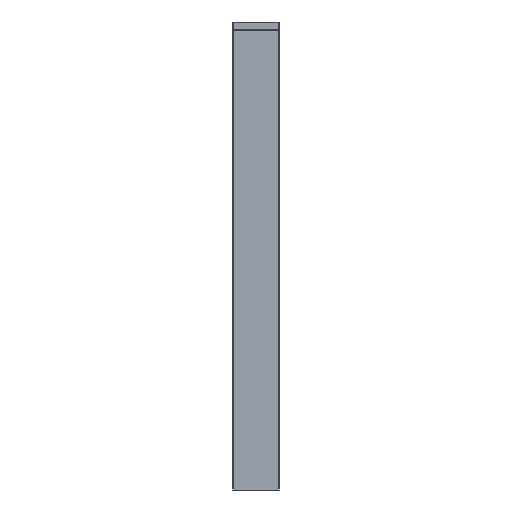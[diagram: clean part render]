
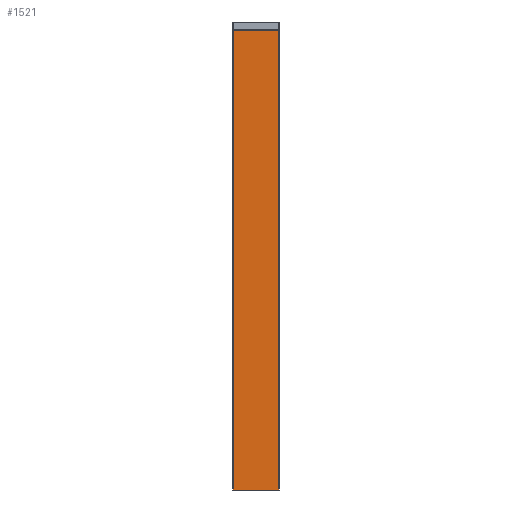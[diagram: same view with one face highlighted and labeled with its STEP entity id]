
A CAD part, front view. The second image highlights one B-rep face of the part: STEP entity #1521.
In plain terms, the highlighted planar face has unit normal (0, -1, 0).
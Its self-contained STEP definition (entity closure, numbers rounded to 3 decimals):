
#96=DIRECTION('',(0.,0.,1.));
#97=VECTOR('',#96,2995.555);
#98=CARTESIAN_POINT('',(-48.,0.,0.));
#99=LINE('',#98,#97);
#104=DIRECTION('',(1.,0.,0.));
#105=VECTOR('',#104,296.);
#106=CARTESIAN_POINT('',(-48.,0.,2995.555));
#107=LINE('',#106,#105);
#108=DIRECTION('',(-1.,0.,0.));
#109=VECTOR('',#108,296.);
#110=CARTESIAN_POINT('',(248.,0.,0.));
#111=LINE('',#110,#109);
#304=DIRECTION('',(0.,0.,1.));
#305=VECTOR('',#304,2995.555);
#306=CARTESIAN_POINT('',(248.,0.,0.));
#307=LINE('',#306,#305);
#1080=CARTESIAN_POINT('',(-48.,0.,0.));
#1081=CARTESIAN_POINT('',(-48.,0.,
2995.555));
#1082=VERTEX_POINT('',#1080);
#1083=VERTEX_POINT('',#1081);
#1182=CARTESIAN_POINT('',(248.,0.,0.));
#1183=CARTESIAN_POINT('',(248.,0.,2995.555));
#1184=VERTEX_POINT('',#1182);
#1185=VERTEX_POINT('',#1183);
#1507=CARTESIAN_POINT('',(0.,0.,3050.));
#1508=DIRECTION('',(0.,1.,0.));
#1509=DIRECTION('',(-1.,0.,0.));
#1510=AXIS2_PLACEMENT_3D('',#1507,#1508,#1509);
#1511=PLANE('',#1510);
#1513=ORIENTED_EDGE('',*,*,#1512,.T.);
#1515=ORIENTED_EDGE('',*,*,#1514,.F.);
#1517=ORIENTED_EDGE('',*,*,#1516,.T.);
#1518=ORIENTED_EDGE('',*,*,#1498,.T.);
#1519=EDGE_LOOP('',(#1513,#1515,#1517,#1518));
#1520=FACE_OUTER_BOUND('',#1519,.F.);
#1521=ADVANCED_FACE('',(#1520),#1511,.F.);
#1498=EDGE_CURVE('',#1082,#1083,#99,.T.);
#1512=EDGE_CURVE('',#1083,#1185,#107,.T.);
#1514=EDGE_CURVE('',#1184,#1185,#307,.T.);
#1516=EDGE_CURVE('',#1184,#1082,#111,.T.);
